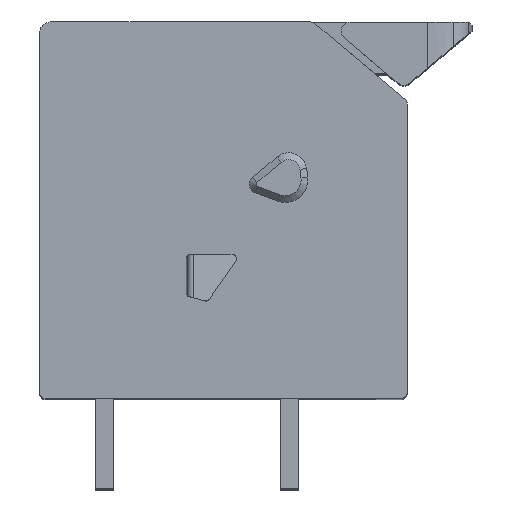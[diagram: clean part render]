
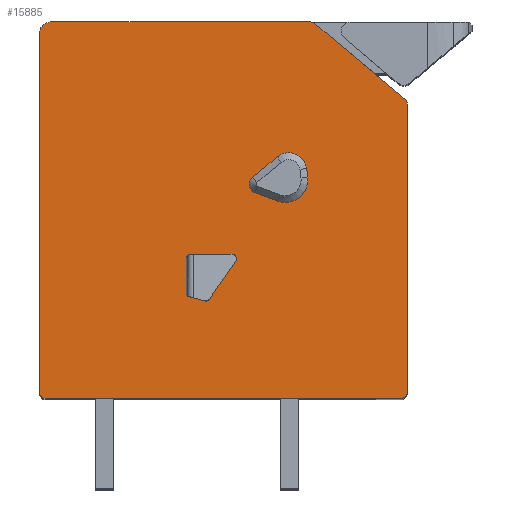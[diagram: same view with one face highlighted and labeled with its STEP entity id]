
A CAD part, top view. The second image highlights one B-rep face of the part: STEP entity #15885.
In plain terms, the highlighted planar face has unit normal (0, 0, 1).
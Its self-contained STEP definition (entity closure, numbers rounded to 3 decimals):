
#209=CIRCLE('',#16686,0.2);
#210=CIRCLE('',#16690,0.2);
#212=CIRCLE('',#16694,0.3);
#213=CIRCLE('',#16695,0.3);
#214=CIRCLE('',#16696,0.3);
#215=CIRCLE('',#16697,0.5);
#216=CIRCLE('',#16698,0.3);
#217=CIRCLE('',#16699,0.2);
#218=CIRCLE('',#16700,0.2);
#219=CIRCLE('',#16701,0.4);
#220=CIRCLE('',#16702,0.8);
#221=CIRCLE('',#16703,1.);
#971=LINE('',#21794,#2155);
#1100=LINE('',#22205,#2284);
#1104=LINE('',#22217,#2288);
#1108=LINE('',#22229,#2292);
#1110=LINE('',#22235,#2294);
#1111=LINE('',#22241,#2295);
#1112=LINE('',#22245,#2296);
#1113=LINE('',#22249,#2297);
#1114=LINE('',#22252,#2298);
#1115=LINE('',#22260,#2299);
#1116=LINE('',#22264,#2300);
#1117=LINE('',#22268,#2301);
#2155=VECTOR('',#18090,1000.);
#2284=VECTOR('',#18289,1000.);
#2288=VECTOR('',#18301,1000.);
#2292=VECTOR('',#18313,1000.);
#2294=VECTOR('',#18319,1000.);
#2295=VECTOR('',#18324,1000.);
#2296=VECTOR('',#18327,1000.);
#2297=VECTOR('',#18330,1000.);
#2298=VECTOR('',#18333,1000.);
#2299=VECTOR('',#18340,1000.);
#2300=VECTOR('',#18343,1000.);
#2301=VECTOR('',#18346,1000.);
#3716=ORIENTED_EDGE('',*,*,#7186,.T.);
#3717=ORIENTED_EDGE('',*,*,#7187,.T.);
#3718=ORIENTED_EDGE('',*,*,#6996,.T.);
#3719=ORIENTED_EDGE('',*,*,#7188,.T.);
#3720=ORIENTED_EDGE('',*,*,#7189,.T.);
#3721=ORIENTED_EDGE('',*,*,#7190,.T.);
#3722=ORIENTED_EDGE('',*,*,#7191,.T.);
#3723=ORIENTED_EDGE('',*,*,#7192,.T.);
#3724=ORIENTED_EDGE('',*,*,#7193,.T.);
#3725=ORIENTED_EDGE('',*,*,#7194,.T.);
#3726=ORIENTED_EDGE('',*,*,#7195,.F.);
#3727=ORIENTED_EDGE('',*,*,#7196,.F.);
#3728=ORIENTED_EDGE('',*,*,#7183,.F.);
#3729=ORIENTED_EDGE('',*,*,#7180,.F.);
#3730=ORIENTED_EDGE('',*,*,#7177,.F.);
#3731=ORIENTED_EDGE('',*,*,#7174,.F.);
#3732=ORIENTED_EDGE('',*,*,#7171,.F.);
#3733=ORIENTED_EDGE('',*,*,#7197,.F.);
#3734=ORIENTED_EDGE('',*,*,#7198,.F.);
#3735=ORIENTED_EDGE('',*,*,#7199,.F.);
#3736=ORIENTED_EDGE('',*,*,#7200,.F.);
#3737=ORIENTED_EDGE('',*,*,#7201,.F.);
#3738=ORIENTED_EDGE('',*,*,#7202,.F.);
#3739=ORIENTED_EDGE('',*,*,#7203,.F.);
#6996=EDGE_CURVE('',#8712,#8715,#971,.T.);
#7171=EDGE_CURVE('',#8890,#8891,#1100,.T.);
#7174=EDGE_CURVE('',#8891,#8893,#209,.T.);
#7177=EDGE_CURVE('',#8893,#8895,#1104,.T.);
#7180=EDGE_CURVE('',#8895,#8897,#210,.T.);
#7183=EDGE_CURVE('',#8897,#8899,#1108,.T.);
#7186=EDGE_CURVE('',#8901,#8902,#1110,.T.);
#7187=EDGE_CURVE('',#8902,#8712,#212,.T.);
#7188=EDGE_CURVE('',#8715,#8903,#213,.T.);
#7189=EDGE_CURVE('',#8903,#8904,#1111,.T.);
#7190=EDGE_CURVE('',#8904,#8905,#214,.T.);
#7191=EDGE_CURVE('',#8905,#8906,#1112,.T.);
#7192=EDGE_CURVE('',#8906,#8907,#215,.T.);
#7193=EDGE_CURVE('',#8907,#8908,#1113,.T.);
#7194=EDGE_CURVE('',#8908,#8901,#216,.T.);
#7195=EDGE_CURVE('',#8909,#8910,#1114,.T.);
#7196=EDGE_CURVE('',#8899,#8909,#217,.T.);
#7197=EDGE_CURVE('',#8910,#8890,#218,.T.);
#7198=EDGE_CURVE('',#8911,#8912,#219,.T.);
#7199=EDGE_CURVE('',#8913,#8911,#1115,.T.);
#7200=EDGE_CURVE('',#8914,#8913,#220,.T.);
#7201=EDGE_CURVE('',#8915,#8914,#1116,.T.);
#7202=EDGE_CURVE('',#8916,#8915,#221,.T.);
#7203=EDGE_CURVE('',#8912,#8916,#1117,.T.);
#8712=VERTEX_POINT('',#21788);
#8715=VERTEX_POINT('',#21793);
#8890=VERTEX_POINT('',#22204);
#8891=VERTEX_POINT('',#22206);
#8893=VERTEX_POINT('',#22212);
#8895=VERTEX_POINT('',#22218);
#8897=VERTEX_POINT('',#22224);
#8899=VERTEX_POINT('',#22230);
#8901=VERTEX_POINT('',#22236);
#8902=VERTEX_POINT('',#22237);
#8903=VERTEX_POINT('',#22240);
#8904=VERTEX_POINT('',#22242);
#8905=VERTEX_POINT('',#22244);
#8906=VERTEX_POINT('',#22246);
#8907=VERTEX_POINT('',#22248);
#8908=VERTEX_POINT('',#22250);
#8909=VERTEX_POINT('',#22253);
#8910=VERTEX_POINT('',#22254);
#8911=VERTEX_POINT('',#22258);
#8912=VERTEX_POINT('',#22259);
#8913=VERTEX_POINT('',#22261);
#8914=VERTEX_POINT('',#22263);
#8915=VERTEX_POINT('',#22265);
#8916=VERTEX_POINT('',#22267);
#9664=EDGE_LOOP('',(#3716,#3717,#3718,#3719,#3720,#3721,#3722,#3723,#3724,
#3725));
#9665=EDGE_LOOP('',(#3726,#3727,#3728,#3729,#3730,#3731,#3732,#3733));
#9666=EDGE_LOOP('',(#3734,#3735,#3736,#3737,#3738,#3739));
#10331=FACE_BOUND('',#9664,.T.);
#10332=FACE_BOUND('',#9665,.T.);
#10333=FACE_BOUND('',#9666,.T.);
#10972=PLANE('',#16693);
#15885=ADVANCED_FACE('',(#10331,#10332,#10333),#10972,.T.);
#16686=AXIS2_PLACEMENT_3D('',#22211,#18295,#18296);
#16690=AXIS2_PLACEMENT_3D('',#22223,#18307,#18308);
#16693=AXIS2_PLACEMENT_3D('',#22234,#18317,#18318);
#16694=AXIS2_PLACEMENT_3D('',#22238,#18320,#18321);
#16695=AXIS2_PLACEMENT_3D('',#22239,#18322,#18323);
#16696=AXIS2_PLACEMENT_3D('',#22243,#18325,#18326);
#16697=AXIS2_PLACEMENT_3D('',#22247,#18328,#18329);
#16698=AXIS2_PLACEMENT_3D('',#22251,#18331,#18332);
#16699=AXIS2_PLACEMENT_3D('',#22255,#18334,#18335);
#16700=AXIS2_PLACEMENT_3D('',#22256,#18336,#18337);
#16701=AXIS2_PLACEMENT_3D('',#22257,#18338,#18339);
#16702=AXIS2_PLACEMENT_3D('',#22262,#18341,#18342);
#16703=AXIS2_PLACEMENT_3D('',#22266,#18344,#18345);
#18090=DIRECTION('',(0.,1.,0.));
#18289=DIRECTION('',(0.966,-0.259,0.));
#18295=DIRECTION('',(0.,0.,1.));
#18296=DIRECTION('',(1.,0.,0.));
#18301=DIRECTION('',(0.574,0.819,0.));
#18307=DIRECTION('',(0.,0.,1.));
#18308=DIRECTION('',(1.,0.,0.));
#18313=DIRECTION('',(-1.,0.,0.));
#18317=DIRECTION('',(0.,0.,1.));
#18318=DIRECTION('',(1.,0.,0.));
#18319=DIRECTION('',(1.,0.,0.));
#18320=DIRECTION('',(0.,0.,1.));
#18321=DIRECTION('',(1.,0.,0.));
#18322=DIRECTION('',(0.,0.,1.));
#18323=DIRECTION('',(1.,0.,0.));
#18324=DIRECTION('',(-0.766,0.643,0.));
#18325=DIRECTION('',(0.,0.,1.));
#18326=DIRECTION('',(1.,0.,0.));
#18327=DIRECTION('',(-1.,0.,0.));
#18328=DIRECTION('',(0.,0.,1.));
#18329=DIRECTION('',(1.,0.,0.));
#18330=DIRECTION('',(0.,-1.,0.));
#18331=DIRECTION('',(0.,0.,1.));
#18332=DIRECTION('',(1.,0.,0.));
#18333=DIRECTION('',(0.,-1.,0.));
#18334=DIRECTION('',(0.,0.,1.));
#18335=DIRECTION('',(1.,0.,0.));
#18336=DIRECTION('',(0.,0.,1.));
#18337=DIRECTION('',(1.,0.,0.));
#18338=DIRECTION('',(0.,0.,1.));
#18339=DIRECTION('',(1.,0.,0.));
#18340=DIRECTION('',(-0.77,-0.638,0.));
#18341=DIRECTION('',(0.,0.,1.));
#18342=DIRECTION('',(1.,0.,0.));
#18343=DIRECTION('',(-0.128,0.992,0.));
#18344=DIRECTION('',(0.,0.,1.));
#18345=DIRECTION('',(1.,0.,0.));
#18346=DIRECTION('',(0.939,-0.343,0.));
#21788=CARTESIAN_POINT('',(5.2,0.3,30.));
#21793=CARTESIAN_POINT('',(5.2,13.06,30.));
#21794=CARTESIAN_POINT('',(5.2,0.3,30.));
#22204=CARTESIAN_POINT('',(-4.452,4.515,30.));
#22205=CARTESIAN_POINT('',(-4.452,4.515,30.));
#22206=CARTESIAN_POINT('',(-3.785,4.336,30.));
#22211=CARTESIAN_POINT('',(-3.734,4.529,30.));
#22212=CARTESIAN_POINT('',(-3.57,4.415,30.));
#22217=CARTESIAN_POINT('',(-3.57,4.415,30.));
#22218=CARTESIAN_POINT('',(-2.4,6.085,30.));
#22223=CARTESIAN_POINT('',(-2.564,6.2,30.));
#22224=CARTESIAN_POINT('',(-2.564,6.4,30.));
#22229=CARTESIAN_POINT('',(-2.564,6.4,30.));
#22230=CARTESIAN_POINT('',(-4.4,6.4,30.));
#22234=CARTESIAN_POINT('',(-10.6,16.2,30.));
#22235=CARTESIAN_POINT('',(-10.8,0.,30.));
#22236=CARTESIAN_POINT('',(-10.8,0.,30.));
#22237=CARTESIAN_POINT('',(4.9,0.,30.));
#22238=CARTESIAN_POINT('',(4.9,0.3,30.));
#22239=CARTESIAN_POINT('',(4.9,13.06,30.));
#22240=CARTESIAN_POINT('',(5.093,13.29,30.));
#22241=CARTESIAN_POINT('',(5.093,13.29,30.));
#22242=CARTESIAN_POINT('',(1.113,16.63,30.));
#22243=CARTESIAN_POINT('',(0.92,16.4,30.));
#22244=CARTESIAN_POINT('',(0.92,16.7,30.));
#22245=CARTESIAN_POINT('',(0.92,16.7,30.));
#22246=CARTESIAN_POINT('',(-10.6,16.7,30.));
#22247=CARTESIAN_POINT('',(-10.6,16.2,30.));
#22248=CARTESIAN_POINT('',(-11.1,16.2,30.));
#22249=CARTESIAN_POINT('',(-11.1,16.2,30.));
#22250=CARTESIAN_POINT('',(-11.1,0.3,30.));
#22251=CARTESIAN_POINT('',(-10.8,0.3,30.));
#22252=CARTESIAN_POINT('',(-4.6,6.2,30.));
#22253=CARTESIAN_POINT('',(-4.6,6.2,30.));
#22254=CARTESIAN_POINT('',(-4.6,4.708,30.));
#22255=CARTESIAN_POINT('',(-4.4,6.2,30.));
#22256=CARTESIAN_POINT('',(-4.4,4.708,30.));
#22257=CARTESIAN_POINT('',(-1.4,9.5,30.));
#22258=CARTESIAN_POINT('',(-1.655,9.808,30.));
#22259=CARTESIAN_POINT('',(-1.537,9.124,30.));
#22260=CARTESIAN_POINT('',(-0.561,10.716,30.));
#22261=CARTESIAN_POINT('',(-0.561,10.716,30.));
#22262=CARTESIAN_POINT('',(-0.05,10.1,30.));
#22263=CARTESIAN_POINT('',(0.743,10.202,30.));
#22264=CARTESIAN_POINT('',(0.792,9.828,30.));
#22265=CARTESIAN_POINT('',(0.792,9.828,30.));
#22266=CARTESIAN_POINT('',(-0.2,9.7,30.));
#22267=CARTESIAN_POINT('',(-0.543,8.761,30.));
#22268=CARTESIAN_POINT('',(-1.537,9.124,30.));
